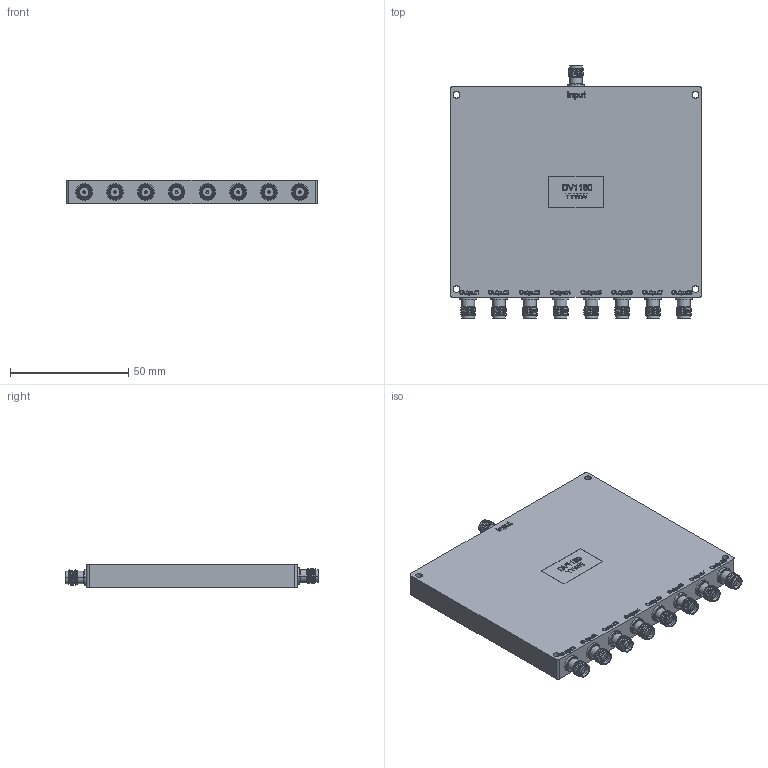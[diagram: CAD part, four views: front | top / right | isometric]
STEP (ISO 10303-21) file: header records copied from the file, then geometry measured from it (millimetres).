
FILE_DESCRIPTION (( 'STEP AP214' ), '1' );
FILE_NAME ('FMDV1180_3D.step', '2023-03-08T23:06:06', ( '' ), ( '' ), 'SwSTEP 2.0', 'SolidWorks 2022', '' );
FILE_SCHEMA (( 'AUTOMOTIVE_DESIGN' ));
Products named in the file (1): FMDV1180_3D
Bounding box: 105.9 x 106.7 x 10.08 mm (x, y, z)
Volume: 95781.2 mm3; surface area: 25351.5 mm2
Topology: 1 solids, 1 shells, 1480 faces, 3864 edges, 2555 vertices
Faces by surface type: plane 682, bspline 462, cylinder 210, cone 108, torus 18
Entity records: 78492 total; most frequent: CARTESIAN_POINT 45544, ORIENTED_EDGE 7728, DIRECTION 5137, EDGE_CURVE 3864, VERTEX_POINT 2555, VECTOR 2259, LINE 2259, EDGE_LOOP 1657
